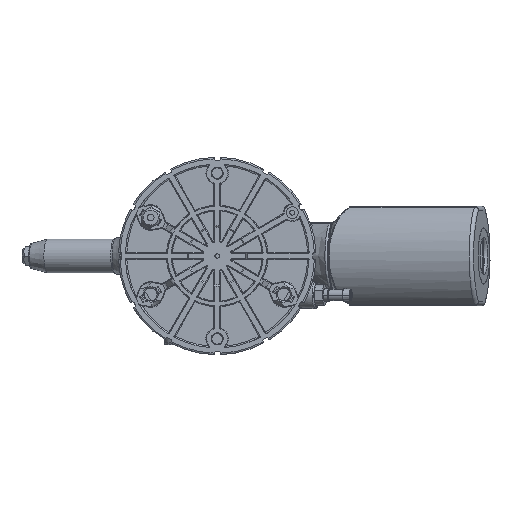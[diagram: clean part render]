
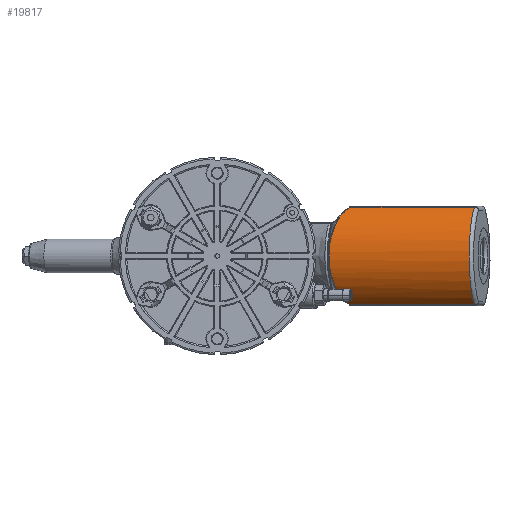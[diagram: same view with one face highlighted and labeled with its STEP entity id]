
A CAD part, front view. The second image highlights one B-rep face of the part: STEP entity #19817.
In plain terms, the highlighted cylindrical face has radius 40 mm (diameter 80 mm), a partial arc.
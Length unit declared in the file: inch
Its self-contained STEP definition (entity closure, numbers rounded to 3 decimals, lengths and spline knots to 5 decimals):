
#5045=DIRECTION('',(0.978,-0.208,0.));
#5046=VECTOR('',#5045,3.32142);
#5047=CARTESIAN_POINT('',(3.46468,-1.48759,
-1.27687));
#5048=LINE('',#5047,#5046);
#5060=CARTESIAN_POINT('',(3.46468,-1.48759,
-1.27687));
#5061=CARTESIAN_POINT('',(3.45181,-1.49953,
-1.26651));
#5062=CARTESIAN_POINT('',(3.42562,-1.52303,
-1.24525));
#5063=CARTESIAN_POINT('',(3.38501,-1.55711,
-1.21174));
#5064=CARTESIAN_POINT('',(3.35705,-1.57896,
-1.18836));
#5065=CARTESIAN_POINT('',(3.34286,-1.58967,
-1.17642));
#5067=CARTESIAN_POINT('',(3.34286,-1.58967,
-1.17642));
#5068=CARTESIAN_POINT('',(3.32099,-1.60618,
-1.158));
#5069=CARTESIAN_POINT('',(3.28051,-1.63763,
-1.12123));
#5070=CARTESIAN_POINT('',(3.22912,-1.68247,
-1.06451));
#5071=CARTESIAN_POINT('',(3.20469,-1.70885,
-1.02914));
#5072=CARTESIAN_POINT('',(3.19461,-1.72145,
-1.01194));
#5074=CARTESIAN_POINT('',(3.19461,-1.72145,
-1.01194));
#5075=CARTESIAN_POINT('',(3.15408,-1.77213,
-0.94278));
#5076=CARTESIAN_POINT('',(3.08031,-1.86117,
-0.79651));
#5077=CARTESIAN_POINT('',(2.99545,-1.95798,
-0.55996));
#5078=CARTESIAN_POINT('',(2.95823,-1.99807,
-0.39653));
#5079=CARTESIAN_POINT('',(2.94499,-2.01234,
-0.31448));
#5081=CARTESIAN_POINT('',(3.19461,-1.72145,1.01194));
#5082=CARTESIAN_POINT('',(3.20199,-1.71222,1.02454));
#5083=CARTESIAN_POINT('',(3.21919,-1.69299,1.05042));
#5084=CARTESIAN_POINT('',(3.25247,-1.66174,1.09093));
#5085=CARTESIAN_POINT('',(3.29331,-1.62766,1.13295));
#5086=CARTESIAN_POINT('',(3.32553,-1.60275,1.16183));
#5087=CARTESIAN_POINT('',(3.34286,-1.58967,1.17642));
#5089=CARTESIAN_POINT('',(3.34286,-1.58967,1.17642));
#5090=CARTESIAN_POINT('',(3.35705,-1.57897,1.18836));
#5091=CARTESIAN_POINT('',(3.385,-1.55711,1.21174));
#5092=CARTESIAN_POINT('',(3.42561,-1.52303,1.24524));
#5093=CARTESIAN_POINT('',(3.45181,-1.49953,1.26651));
#5094=CARTESIAN_POINT('',(3.46469,-1.4876,1.27687));
#5100=DIRECTION('',(-0.978,0.208,0.));
#5101=VECTOR('',#5100,3.32142);
#5102=CARTESIAN_POINT('',(6.71353,-2.17816,1.27687));
#5103=LINE('',#5102,#5101);
#5225=CARTESIAN_POINT('',(6.90517,-1.27655,0.));
#5226=DIRECTION('',(-0.978,0.208,0.));
#5227=DIRECTION('',(-0.122,-0.573,-0.811));
#5228=AXIS2_PLACEMENT_3D('',#5225,#5226,#5227);
#6078=CARTESIAN_POINT('',(3.19461,-1.72145,1.01194));
#6079=CARTESIAN_POINT('',(3.15405,-1.77218,
0.94272));
#6080=CARTESIAN_POINT('',(3.08026,-1.86126,
0.79635));
#6081=CARTESIAN_POINT('',(2.9953,-1.95802,
0.55979));
#6082=CARTESIAN_POINT('',(2.95841,-1.99813,
0.39643));
#6083=CARTESIAN_POINT('',(2.94517,-2.01239,
0.31446));
#6105=CARTESIAN_POINT('',(3.266,-0.50302,0.));
#6106=DIRECTION('',(0.978,-0.208,0.));
#6107=DIRECTION('',(-0.204,-0.958,0.2));
#6108=AXIS2_PLACEMENT_3D('',#6105,#6106,#6107);
#10648=CARTESIAN_POINT('',(3.46468,-1.48759,
-1.27687));
#10649=CARTESIAN_POINT('',(6.71353,-2.17816,
-1.27687));
#10650=VERTEX_POINT('',#10648);
#10651=VERTEX_POINT('',#10649);
#10652=CARTESIAN_POINT('',(6.71353,-2.17816,
1.27687));
#10653=CARTESIAN_POINT('',(3.46469,-1.4876,
1.27687));
#10654=VERTEX_POINT('',#10652);
#10655=VERTEX_POINT('',#10653);
#10656=VERTEX_POINT('',#5065);
#10657=VERTEX_POINT('',#5072);
#10658=VERTEX_POINT('',#5079);
#10659=CARTESIAN_POINT('',(2.94517,-2.01239,
0.31446));
#10660=VERTEX_POINT('',#10659);
#10661=VERTEX_POINT('',#6078);
#10662=VERTEX_POINT('',#5087);
#19791=CARTESIAN_POINT('',(3.22749,-0.49484,0.));
#19792=DIRECTION('',(0.978,-0.208,0.));
#19793=DIRECTION('',(0.,0.,-1.));
#19794=AXIS2_PLACEMENT_3D('',#19791,#19792,#19793);
#19795=CYLINDRICAL_SURFACE('',#19794,1.5748);
#19797=ORIENTED_EDGE('',*,*,#19796,.F.);
#19799=ORIENTED_EDGE('',*,*,#19798,.F.);
#19800=ORIENTED_EDGE('',*,*,#19774,.F.);
#19802=ORIENTED_EDGE('',*,*,#19801,.T.);
#19804=ORIENTED_EDGE('',*,*,#19803,.T.);
#19806=ORIENTED_EDGE('',*,*,#19805,.T.);
#19808=ORIENTED_EDGE('',*,*,#19807,.F.);
#19810=ORIENTED_EDGE('',*,*,#19809,.F.);
#19812=ORIENTED_EDGE('',*,*,#19811,.T.);
#19814=ORIENTED_EDGE('',*,*,#19813,.T.);
#19815=EDGE_LOOP('',(#19797,#19799,#19800,#19802,#19804,#19806,#19808,#19810,
#19812,#19814));
#19816=FACE_OUTER_BOUND('',#19815,.F.);
#19817=ADVANCED_FACE('',(#19816),#19795,.T.);
#5066=B_SPLINE_CURVE_WITH_KNOTS('',3,(#5060,#5061,#5062,#5063,#5064,#5065),
.UNSPECIFIED.,.F.,.F.,(4,1,1,4),(0.,0.33333,0.66667,1.),
.UNSPECIFIED.);
#5073=B_SPLINE_CURVE_WITH_KNOTS('',3,(#5067,#5068,#5069,#5070,#5071,#5072),
.UNSPECIFIED.,.F.,.F.,(4,1,1,4),(0.,0.33333,0.66667,1.),
.UNSPECIFIED.);
#5080=B_SPLINE_CURVE_WITH_KNOTS('',3,(#5074,#5075,#5076,#5077,#5078,#5079),
.UNSPECIFIED.,.F.,.F.,(4,1,1,4),(0.,0.33333,0.66667,1.),
.UNSPECIFIED.);
#5088=B_SPLINE_CURVE_WITH_KNOTS('',3,(#5081,#5082,#5083,#5084,#5085,#5086,
#5087),.UNSPECIFIED.,.F.,.F.,(4,1,1,1,4),(0.,0.25,0.5,0.75,1.),
.UNSPECIFIED.);
#5095=B_SPLINE_CURVE_WITH_KNOTS('',3,(#5089,#5090,#5091,#5092,#5093,#5094),
.UNSPECIFIED.,.F.,.F.,(4,1,1,4),(0.,0.33333,0.66667,1.),
.UNSPECIFIED.);
#5229=CIRCLE('',#5228,1.5748);
#6084=B_SPLINE_CURVE_WITH_KNOTS('',3,(#6078,#6079,#6080,#6081,#6082,#6083),
.UNSPECIFIED.,.F.,.F.,(4,1,1,4),(0.,0.33333,0.66667,1.),
.UNSPECIFIED.);
#6109=CIRCLE('',#6108,1.5748);
#19774=EDGE_CURVE('',#10650,#10651,#5048,.T.);
#19796=EDGE_CURVE('',#10654,#10655,#5103,.T.);
#19798=EDGE_CURVE('',#10651,#10654,#5229,.T.);
#19801=EDGE_CURVE('',#10650,#10656,#5066,.T.);
#19803=EDGE_CURVE('',#10656,#10657,#5073,.T.);
#19805=EDGE_CURVE('',#10657,#10658,#5080,.T.);
#19807=EDGE_CURVE('',#10660,#10658,#6109,.T.);
#19809=EDGE_CURVE('',#10661,#10660,#6084,.T.);
#19811=EDGE_CURVE('',#10661,#10662,#5088,.T.);
#19813=EDGE_CURVE('',#10662,#10655,#5095,.T.);
